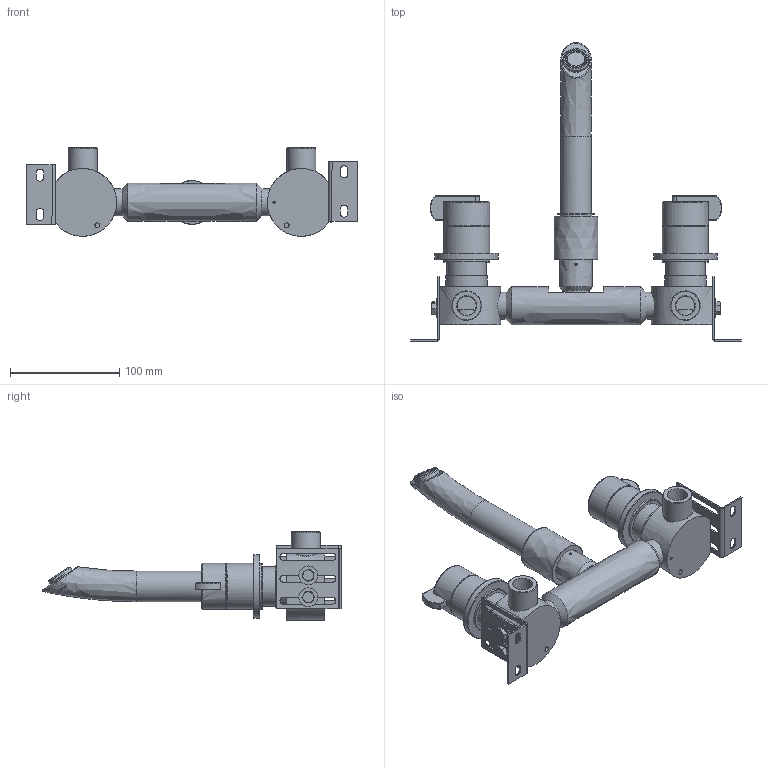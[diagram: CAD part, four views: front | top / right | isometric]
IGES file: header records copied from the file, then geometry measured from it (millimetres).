
Global section: file name: V117-A; native system: Autodesk Inventor 2018; preprocessor: unknown; author: adaniels; date: 20180123.122709; units: millimetre
Bounding box: 302.01 x 273.07 x 81.05 mm (x, y, z)
Volume: 618894.4 mm3; surface area: 259266.4 mm2
Topology: 65 solids, 65 shells, 2232 faces, 6224 edges, 4161 vertices
Faces by surface type: bspline 2232
